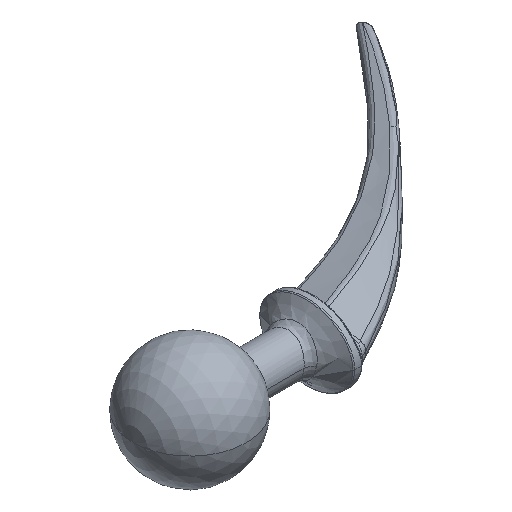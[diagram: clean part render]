
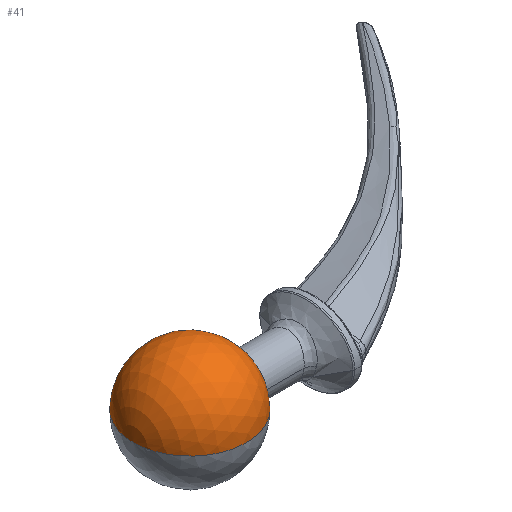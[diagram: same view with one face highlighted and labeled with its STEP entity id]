
A CAD part, isometric view. The second image highlights one B-rep face of the part: STEP entity #41.
In plain terms, the highlighted spherical face has radius 20 mm.
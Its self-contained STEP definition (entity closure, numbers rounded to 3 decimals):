
#2=CARTESIAN_POINT('',(16.25,0.,0.));
#3=DIRECTION('',(1.,0.,0.));
#4=DIRECTION('',(0.,1.,0.));
#5=AXIS2_PLACEMENT_3D('',#2,#3,#4);
#7=CARTESIAN_POINT('',(0.,0.,0.));
#8=DIRECTION('',(0.,0.,1.));
#9=DIRECTION('',(0.813,0.583,0.));
#10=AXIS2_PLACEMENT_3D('',#7,#8,#9);
#12=CARTESIAN_POINT('',(0.,0.,0.));
#13=DIRECTION('',(0.,0.,-1.));
#14=DIRECTION('',(0.813,-0.583,0.));
#15=AXIS2_PLACEMENT_3D('',#12,#13,#14);
#22=CARTESIAN_POINT('',(16.25,11.659,0.));
#23=CARTESIAN_POINT('',(-20.,0.,0.));
#24=VERTEX_POINT('',#22);
#25=VERTEX_POINT('',#23);
#26=CARTESIAN_POINT('',(16.25,-11.659,0.));
#27=VERTEX_POINT('',#26);
#28=CARTESIAN_POINT('',(0.,0.,0.));
#29=DIRECTION('',(1.,0.,0.));
#30=DIRECTION('',(0.,-1.,0.));
#31=AXIS2_PLACEMENT_3D('',#28,#29,#30);
#32=SPHERICAL_SURFACE('',#31,20.);
#34=ORIENTED_EDGE('',*,*,#33,.F.);
#36=ORIENTED_EDGE('',*,*,#35,.T.);
#38=ORIENTED_EDGE('',*,*,#37,.T.);
#39=EDGE_LOOP('',(#34,#36,#38));
#40=FACE_OUTER_BOUND('',#39,.F.);
#6=CIRCLE('',#5,11.659);
#11=CIRCLE('',#10,20.);
#16=CIRCLE('',#15,20.);
#33=EDGE_CURVE('',#24,#25,#11,.T.);
#35=EDGE_CURVE('',#24,#27,#6,.T.);
#37=EDGE_CURVE('',#27,#25,#16,.T.);
#41=ADVANCED_FACE('',(#40),#32,.T.);
